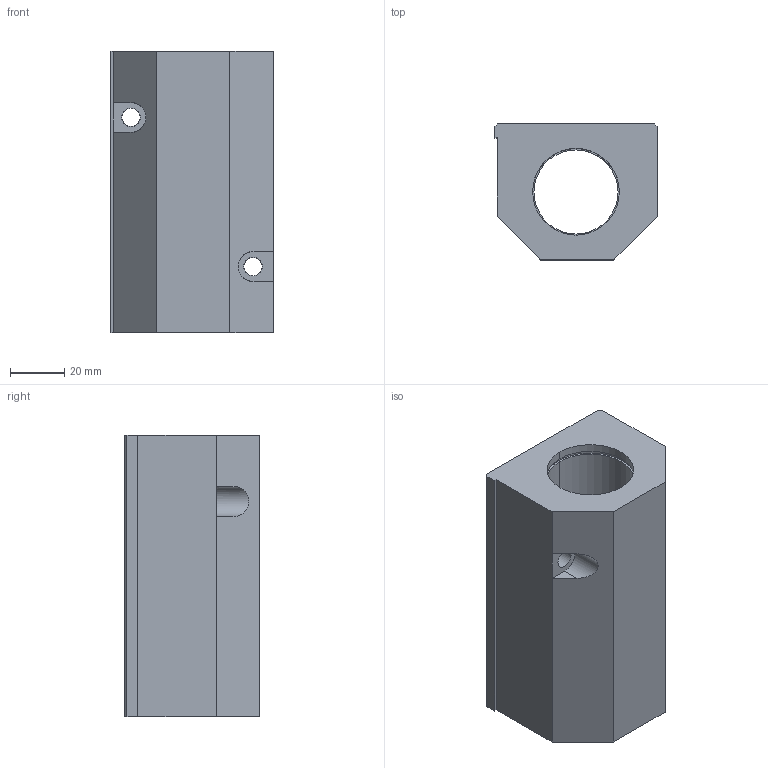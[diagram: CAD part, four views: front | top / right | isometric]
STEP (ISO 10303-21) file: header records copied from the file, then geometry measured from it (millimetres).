
FILE_DESCRIPTION( ( '' ), '1' );
FILE_NAME( 'TAG_20_2_03.stp', '2012-11-02T15:01:10', ( '' ), ( '' ), ' ', ' ', ' ' );
FILE_SCHEMA( ( 'CONFIG_CONTROL_DESIGN' ) );
Length unit declared in the file: millimetre
Products named in the file (1): 1
Bounding box: 60 x 50 x 104 mm (x, y, z)
Volume: 192544.8 mm3; surface area: 37441.1 mm2
Topology: 1 solids, 1 shells, 61 faces, 140 edges, 90 vertices
Faces by surface type: cylinder 28, plane 27, cone 6
Entity records: 1852 total; most frequent: CARTESIAN_POINT 354, DIRECTION 322, ORIENTED_EDGE 280, EDGE_CURVE 140, AXIS2_PLACEMENT_3D 122, VERTEX_POINT 90, EDGE_LOOP 78, LINE 78
